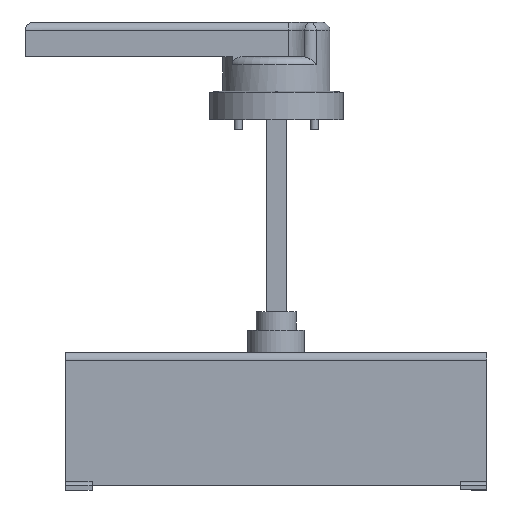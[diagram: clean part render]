
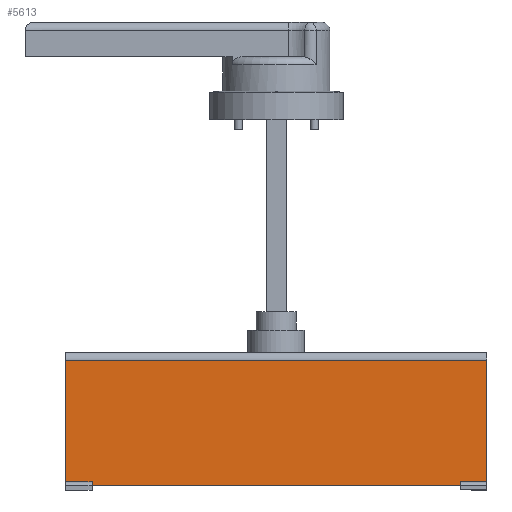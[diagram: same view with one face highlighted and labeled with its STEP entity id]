
A CAD part, front view. The second image highlights one B-rep face of the part: STEP entity #5613.
In plain terms, the highlighted planar face has unit normal (0, -1, 0).
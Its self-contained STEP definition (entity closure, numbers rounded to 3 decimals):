
#42 = DIRECTION ( 'NONE',  ( -1., 0., 0. ) ) ;
#143 = VECTOR ( 'NONE', #42, 1000. ) ;
#336 = VECTOR ( 'NONE', #5228, 1000. ) ;
#436 = LINE ( 'NONE', #3954, #4078 ) ;
#528 = VECTOR ( 'NONE', #1327, 1000. ) ;
#649 = ORIENTED_EDGE ( 'NONE', *, *, #2937, .T. ) ;
#760 = ORIENTED_EDGE ( 'NONE', *, *, #4644, .T. ) ;
#766 = ORIENTED_EDGE ( 'NONE', *, *, #1032, .T. ) ;
#802 = DIRECTION ( 'NONE',  ( 1., 0., 0. ) ) ;
#807 = FACE_OUTER_BOUND ( 'NONE', #3946, .T. ) ;
#820 = DIRECTION ( 'NONE',  ( 1., 0., 0. ) ) ;
#938 = VECTOR ( 'NONE', #5195, 1000. ) ;
#1032 = EDGE_CURVE ( 'NONE', #5497, #2276, #1803, .T. ) ;
#1303 = DIRECTION ( 'NONE',  ( 0., 0., 1. ) ) ;
#1327 = DIRECTION ( 'NONE',  ( 0., 0., -1. ) ) ;
#1360 = DIRECTION ( 'NONE',  ( 0., 1., 0. ) ) ;
#1368 = CARTESIAN_POINT ( 'NONE',  ( -104., -109.5, 68. ) ) ;
#1437 = CARTESIAN_POINT ( 'NONE',  ( 91., -109.5, 2. ) ) ;
#1491 = VERTEX_POINT ( 'NONE', #1732 ) ;
#1573 = VECTOR ( 'NONE', #1771, 1000. ) ;
#1688 = EDGE_CURVE ( 'NONE', #2532, #5497, #3961, .T. ) ;
#1732 = CARTESIAN_POINT ( 'NONE',  ( -91., -109.5, 2. ) ) ;
#1771 = DIRECTION ( 'NONE',  ( 0., 0., -1. ) ) ;
#1803 = LINE ( 'NONE', #1368, #1573 ) ;
#1816 = LINE ( 'NONE', #4852, #528 ) ;
#1847 = VERTEX_POINT ( 'NONE', #1959 ) ;
#1880 = VECTOR ( 'NONE', #820, 1000. ) ;
#1959 = CARTESIAN_POINT ( 'NONE',  ( 91., -109.5, 4. ) ) ;
#1970 = ORIENTED_EDGE ( 'NONE', *, *, #2530, .T. ) ;
#2180 = EDGE_CURVE ( 'NONE', #2532, #4797, #1816, .T. ) ;
#2231 = CARTESIAN_POINT ( 'NONE',  ( -104., -109.5, 68. ) ) ;
#2276 = VERTEX_POINT ( 'NONE', #4529 ) ;
#2530 = EDGE_CURVE ( 'NONE', #4284, #1491, #3992, .T. ) ;
#2532 = VERTEX_POINT ( 'NONE', #3901 ) ;
#2768 = EDGE_CURVE ( 'NONE', #4346, #1491, #5110, .T. ) ;
#2851 = VECTOR ( 'NONE', #2901, 1000. ) ;
#2901 = DIRECTION ( 'NONE',  ( 0., 0., 1. ) ) ;
#2937 = EDGE_CURVE ( 'NONE', #2276, #4284, #436, .T. ) ;
#3395 = EDGE_CURVE ( 'NONE', #4346, #1847, #5464, .T. ) ;
#3523 = PLANE ( 'NONE',  #4730 ) ;
#3754 = CARTESIAN_POINT ( 'NONE',  ( -104., -109.5, 64. ) ) ;
#3901 = CARTESIAN_POINT ( 'NONE',  ( 104., -109.5, 64. ) ) ;
#3946 = EDGE_LOOP ( 'NONE', ( #4878, #4819, #760, #5017, #4323, #766, #649, #1970 ) ) ;
#3954 = CARTESIAN_POINT ( 'NONE',  ( -91., -109.5, 4. ) ) ;
#3961 = LINE ( 'NONE', #4019, #143 ) ;
#3992 = LINE ( 'NONE', #4021, #336 ) ;
#4019 = CARTESIAN_POINT ( 'NONE',  ( -104., -109.5, 64. ) ) ;
#4021 = CARTESIAN_POINT ( 'NONE',  ( -91., -109.5, 2. ) ) ;
#4035 = CARTESIAN_POINT ( 'NONE',  ( -91., -109.5, 4. ) ) ;
#4078 = VECTOR ( 'NONE', #802, 1000. ) ;
#4284 = VERTEX_POINT ( 'NONE', #4035 ) ;
#4323 = ORIENTED_EDGE ( 'NONE', *, *, #1688, .T. ) ;
#4346 = VERTEX_POINT ( 'NONE', #1437 ) ;
#4529 = CARTESIAN_POINT ( 'NONE',  ( -104., -109.5, 4. ) ) ;
#4643 = CARTESIAN_POINT ( 'NONE',  ( -104., -109.5, 2. ) ) ;
#4644 = EDGE_CURVE ( 'NONE', #1847, #4797, #5097, .T. ) ;
#4730 = AXIS2_PLACEMENT_3D ( 'NONE', #2231, #1360, #1303 ) ;
#4776 = CARTESIAN_POINT ( 'NONE',  ( 104., -109.5, 4. ) ) ;
#4797 = VERTEX_POINT ( 'NONE', #5698 ) ;
#4819 = ORIENTED_EDGE ( 'NONE', *, *, #3395, .T. ) ;
#4852 = CARTESIAN_POINT ( 'NONE',  ( 104., -109.5, 68. ) ) ;
#4878 = ORIENTED_EDGE ( 'NONE', *, *, #2768, .F. ) ;
#5017 = ORIENTED_EDGE ( 'NONE', *, *, #2180, .F. ) ;
#5033 = CARTESIAN_POINT ( 'NONE',  ( 91., -109.5, 2. ) ) ;
#5097 = LINE ( 'NONE', #4776, #1880 ) ;
#5110 = LINE ( 'NONE', #4643, #938 ) ;
#5195 = DIRECTION ( 'NONE',  ( -1., 0., 0. ) ) ;
#5228 = DIRECTION ( 'NONE',  ( 0., 0., -1. ) ) ;
#5464 = LINE ( 'NONE', #5033, #2851 ) ;
#5497 = VERTEX_POINT ( 'NONE', #3754 ) ;
#5613 = ADVANCED_FACE ( 'NONE', ( #807 ), #3523, .F. ) ;
#5698 = CARTESIAN_POINT ( 'NONE',  ( 104., -109.5, 4. ) ) ;
